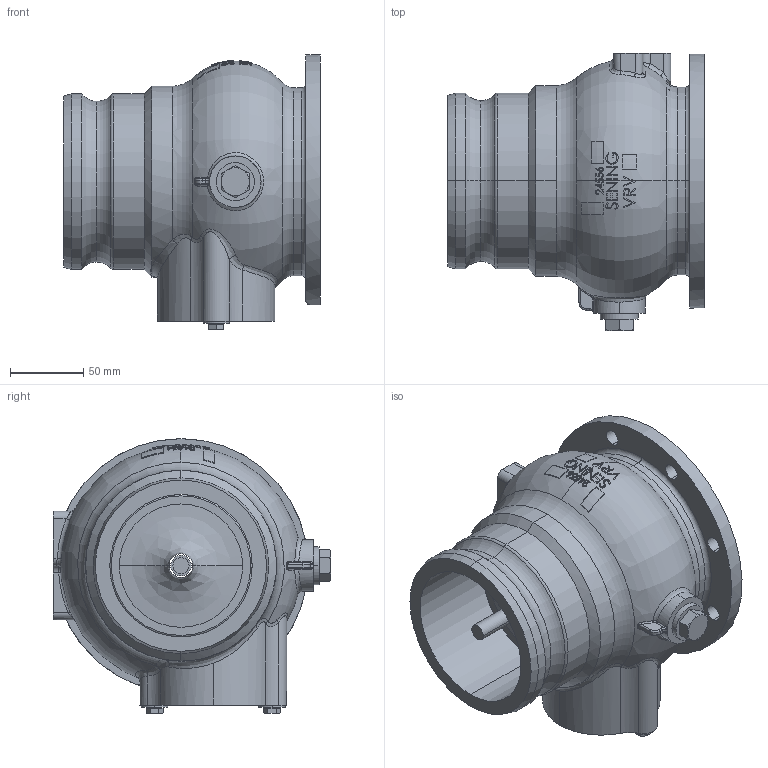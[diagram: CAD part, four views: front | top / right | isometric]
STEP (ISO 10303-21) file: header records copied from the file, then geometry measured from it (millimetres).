
FILE_DESCRIPTION (( 'STEP AP214' ), '1' );
FILE_NAME ('VRV1.STEP', '2012-08-02T09:27:20', ( 'Admin2' ), ( '' ), 'SwSTEP 2.0', 'SolidWorks 2010', '' );
FILE_SCHEMA (( 'AUTOMOTIVE_DESIGN' ));
Length unit declared in the file: millimetre
Products named in the file (1): VRV1
Bounding box: 175 x 189 x 187.1 mm (x, y, z)
Surface area: 214803.3 mm2 (no closed solid volume)
Topology: 0 solids, 14 shells, 440 faces, 1266 edges, 805 vertices
Faces by surface type: plane 142, bspline 120, cylinder 93, torus 63, cone 22
Entity records: 29143 total; most frequent: CARTESIAN_POINT 13952, ORIENTED_EDGE 2246, DIRECTION 1864, EDGE_CURVE 1255, VERTEX_POINT 805, AXIS2_PLACEMENT_3D 764, EDGE_LOOP 491, B_SPLINE_CURVE_WITH_KNOTS 470
